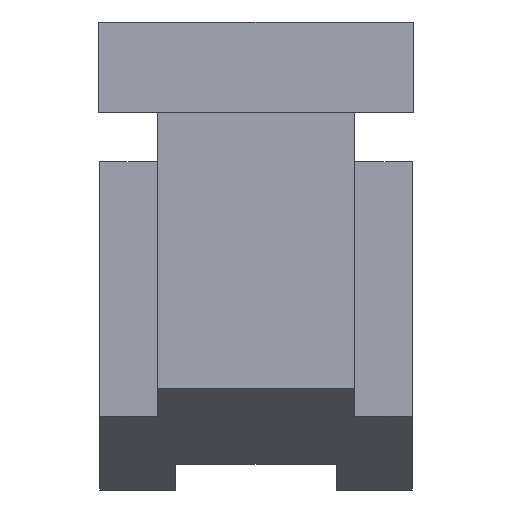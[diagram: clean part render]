
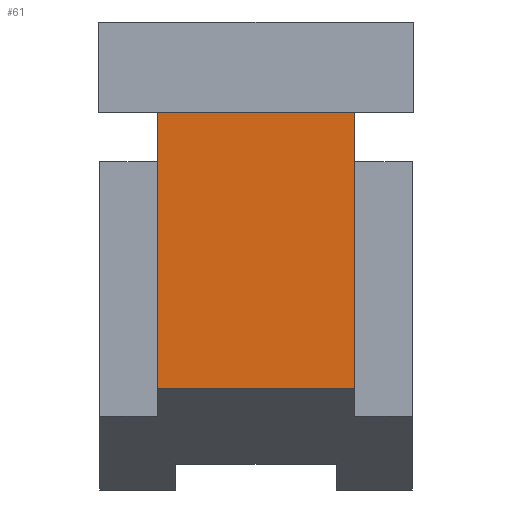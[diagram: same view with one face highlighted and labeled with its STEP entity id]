
A CAD part, left-side view. The second image highlights one B-rep face of the part: STEP entity #61.
In plain terms, the highlighted planar face has unit normal (-1, 0, 0).
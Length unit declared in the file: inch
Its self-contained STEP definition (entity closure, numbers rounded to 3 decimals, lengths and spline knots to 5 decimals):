
#61=ADVANCED_FACE('',(#142),#103,.T.);
#103=PLANE('',#874);
#142=FACE_OUTER_BOUND('',#182,.T.);
#182=EDGE_LOOP('',(#291,#292,#293,#294));
#291=ORIENTED_EDGE('',*,*,#587,.F.);
#292=ORIENTED_EDGE('',*,*,#588,.T.);
#293=ORIENTED_EDGE('',*,*,#589,.T.);
#294=ORIENTED_EDGE('',*,*,#590,.T.);
#500=VERTEX_POINT('',#1243);
#501=VERTEX_POINT('',#1244);
#502=VERTEX_POINT('',#1246);
#503=VERTEX_POINT('',#1248);
#587=EDGE_CURVE('',#500,#501,#700,.T.);
#588=EDGE_CURVE('',#500,#502,#701,.T.);
#589=EDGE_CURVE('',#502,#503,#702,.T.);
#590=EDGE_CURVE('',#503,#501,#703,.T.);
#700=LINE('',#1242,#804);
#701=LINE('',#1245,#805);
#702=LINE('',#1247,#806);
#703=LINE('',#1249,#807);
#804=VECTOR('',#1000,1.);
#805=VECTOR('',#1001,1.);
#806=VECTOR('',#1002,1.);
#807=VECTOR('',#1003,1.);
#874=AXIS2_PLACEMENT_3D('',#1250,#1004,#1005);
#1000=DIRECTION('',(0.,0.,1.));
#1001=DIRECTION('',(0.,-1.,0.));
#1002=DIRECTION('',(0.,0.,1.));
#1003=DIRECTION('',(0.,1.,0.));
#1004=DIRECTION('',(-1.,0.,0.));
#1005=DIRECTION('',(0.,0.,1.));
#1242=CARTESIAN_POINT('',(-0.085,0.06,-0.04115));
#1243=CARTESIAN_POINT('',(-0.085,0.06,0.02052));
#1244=CARTESIAN_POINT('',(-0.085,0.06,0.18835));
#1245=CARTESIAN_POINT('',(-0.085,-0.06,0.02052));
#1246=CARTESIAN_POINT('',(-0.085,-0.06,0.02052));
#1247=CARTESIAN_POINT('',(-0.085,-0.06,-0.04115));
#1248=CARTESIAN_POINT('',(-0.085,-0.06,0.18835));
#1249=CARTESIAN_POINT('',(-0.085,-0.06,0.18835));
#1250=CARTESIAN_POINT('',(-0.085,-0.06,-0.04115));
